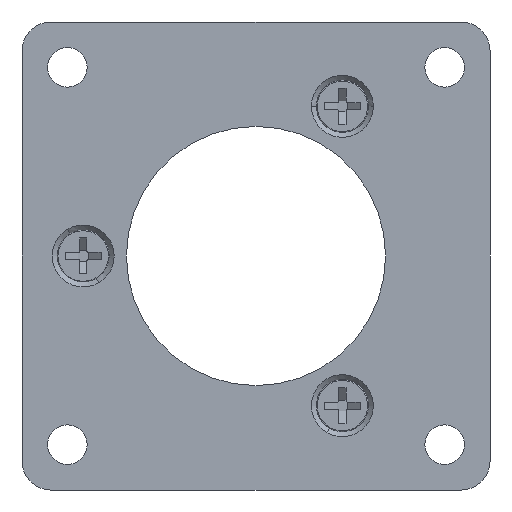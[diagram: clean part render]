
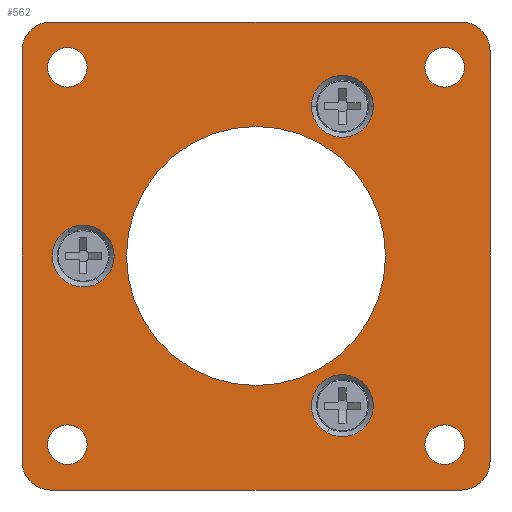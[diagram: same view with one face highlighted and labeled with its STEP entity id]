
A CAD part, left-side view. The second image highlights one B-rep face of the part: STEP entity #562.
In plain terms, the highlighted face is planar.
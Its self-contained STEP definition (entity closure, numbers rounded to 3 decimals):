
#1=CARTESIAN_POINT('',(-26.2,26.2,0.));
#2=DIRECTION('',(0.,0.,-1.));
#3=DIRECTION('',(-1.,0.,0.));
#4=AXIS2_PLACEMENT_3D('',#1,#2,#3);
#6=CARTESIAN_POINT('',(-26.2,26.2,0.));
#7=DIRECTION('',(0.,0.,-1.));
#8=DIRECTION('',(1.,0.,0.));
#9=AXIS2_PLACEMENT_3D('',#6,#7,#8);
#11=CARTESIAN_POINT('',(26.2,26.2,0.));
#12=DIRECTION('',(0.,0.,-1.));
#13=DIRECTION('',(-1.,0.,0.));
#14=AXIS2_PLACEMENT_3D('',#11,#12,#13);
#16=CARTESIAN_POINT('',(26.2,26.2,0.));
#17=DIRECTION('',(0.,0.,-1.));
#18=DIRECTION('',(1.,0.,0.));
#19=AXIS2_PLACEMENT_3D('',#16,#17,#18);
#21=CARTESIAN_POINT('',(-26.2,-26.2,0.));
#22=DIRECTION('',(0.,0.,-1.));
#23=DIRECTION('',(-1.,0.,0.));
#24=AXIS2_PLACEMENT_3D('',#21,#22,#23);
#26=CARTESIAN_POINT('',(-26.2,-26.2,0.));
#27=DIRECTION('',(0.,0.,-1.));
#28=DIRECTION('',(1.,0.,0.));
#29=AXIS2_PLACEMENT_3D('',#26,#27,#28);
#31=CARTESIAN_POINT('',(26.2,-26.2,0.));
#32=DIRECTION('',(0.,0.,-1.));
#33=DIRECTION('',(-1.,0.,0.));
#34=AXIS2_PLACEMENT_3D('',#31,#32,#33);
#36=CARTESIAN_POINT('',(26.2,-26.2,0.));
#37=DIRECTION('',(0.,0.,-1.));
#38=DIRECTION('',(1.,0.,0.));
#39=AXIS2_PLACEMENT_3D('',#36,#37,#38);
#41=CARTESIAN_POINT('',(12.,20.785,0.));
#42=DIRECTION('',(0.,0.,1.));
#43=DIRECTION('',(-1.,0.,0.));
#44=AXIS2_PLACEMENT_3D('',#41,#42,#43);
#46=CARTESIAN_POINT('',(12.,20.785,0.));
#47=DIRECTION('',(0.,0.,1.));
#48=DIRECTION('',(1.,0.,0.));
#49=AXIS2_PLACEMENT_3D('',#46,#47,#48);
#51=CARTESIAN_POINT('',(-24.,0.,0.));
#52=DIRECTION('',(0.,0.,1.));
#53=DIRECTION('',(0.5,-0.866,0.));
#54=AXIS2_PLACEMENT_3D('',#51,#52,#53);
#56=CARTESIAN_POINT('',(-24.,0.,0.));
#57=DIRECTION('',(0.,0.,1.));
#58=DIRECTION('',(-0.5,0.866,0.));
#59=AXIS2_PLACEMENT_3D('',#56,#57,#58);
#61=CARTESIAN_POINT('',(12.,-20.785,0.));
#62=DIRECTION('',(0.,0.,1.));
#63=DIRECTION('',(0.5,0.866,0.));
#64=AXIS2_PLACEMENT_3D('',#61,#62,#63);
#66=CARTESIAN_POINT('',(12.,-20.785,0.));
#67=DIRECTION('',(0.,0.,1.));
#68=DIRECTION('',(-0.5,-0.866,0.));
#69=AXIS2_PLACEMENT_3D('',#66,#67,#68);
#71=CARTESIAN_POINT('',(-28.5,28.5,0.));
#72=DIRECTION('',(0.,0.,1.));
#73=DIRECTION('',(0.,1.,0.));
#74=AXIS2_PLACEMENT_3D('',#71,#72,#73);
#76=DIRECTION('',(-1.,0.,0.));
#77=VECTOR('',#76,57.);
#78=CARTESIAN_POINT('',(28.5,32.5,0.));
#79=LINE('',#78,#77);
#80=CARTESIAN_POINT('',(28.5,28.5,0.));
#81=DIRECTION('',(0.,0.,1.));
#82=DIRECTION('',(1.,0.,0.));
#83=AXIS2_PLACEMENT_3D('',#80,#81,#82);
#85=DIRECTION('',(0.,1.,0.));
#86=VECTOR('',#85,57.);
#87=CARTESIAN_POINT('',(32.5,-28.5,0.));
#88=LINE('',#87,#86);
#89=CARTESIAN_POINT('',(28.5,-28.5,0.));
#90=DIRECTION('',(0.,0.,1.));
#91=DIRECTION('',(0.,-1.,0.));
#92=AXIS2_PLACEMENT_3D('',#89,#90,#91);
#94=DIRECTION('',(1.,0.,0.));
#95=VECTOR('',#94,57.);
#96=CARTESIAN_POINT('',(-28.5,-32.5,0.));
#97=LINE('',#96,#95);
#98=CARTESIAN_POINT('',(-28.5,-28.5,0.));
#99=DIRECTION('',(0.,0.,1.));
#100=DIRECTION('',(-1.,0.,0.));
#101=AXIS2_PLACEMENT_3D('',#98,#99,#100);
#103=DIRECTION('',(0.,-1.,0.));
#104=VECTOR('',#103,57.);
#105=CARTESIAN_POINT('',(-32.5,28.5,0.));
#106=LINE('',#105,#104);
#107=CARTESIAN_POINT('',(0.,0.,0.));
#108=DIRECTION('',(0.,0.,-1.));
#109=DIRECTION('',(-1.,0.,0.));
#110=AXIS2_PLACEMENT_3D('',#107,#108,#109);
#112=CARTESIAN_POINT('',(0.,0.,0.));
#113=DIRECTION('',(0.,0.,-1.));
#114=DIRECTION('',(1.,0.,0.));
#115=AXIS2_PLACEMENT_3D('',#112,#113,#114);
#383=CARTESIAN_POINT('',(-28.95,26.2,0.));
#384=CARTESIAN_POINT('',(-23.45,26.2,0.));
#385=VERTEX_POINT('',#383);
#386=VERTEX_POINT('',#384);
#391=CARTESIAN_POINT('',(23.45,26.2,0.));
#392=CARTESIAN_POINT('',(28.95,26.2,0.));
#393=VERTEX_POINT('',#391);
#394=VERTEX_POINT('',#392);
#399=CARTESIAN_POINT('',(-28.95,-26.2,0.));
#400=CARTESIAN_POINT('',(-23.45,-26.2,0.));
#401=VERTEX_POINT('',#399);
#402=VERTEX_POINT('',#400);
#407=CARTESIAN_POINT('',(23.45,-26.2,0.));
#408=CARTESIAN_POINT('',(28.95,-26.2,0.));
#409=VERTEX_POINT('',#407);
#410=VERTEX_POINT('',#408);
#419=CARTESIAN_POINT('',(7.7,20.785,0.));
#420=CARTESIAN_POINT('',(16.3,20.785,0.));
#421=VERTEX_POINT('',#419);
#422=VERTEX_POINT('',#420);
#431=CARTESIAN_POINT('',(-21.85,-3.724,0.));
#432=CARTESIAN_POINT('',(-26.15,3.724,0.));
#433=VERTEX_POINT('',#431);
#434=VERTEX_POINT('',#432);
#443=CARTESIAN_POINT('',(14.15,-17.061,0.));
#444=CARTESIAN_POINT('',(9.85,-24.509,0.));
#445=VERTEX_POINT('',#443);
#446=VERTEX_POINT('',#444);
#455=CARTESIAN_POINT('',(-28.5,32.5,0.));
#456=VERTEX_POINT('',#455);
#457=CARTESIAN_POINT('',(-32.5,28.5,0.));
#458=VERTEX_POINT('',#457);
#463=CARTESIAN_POINT('',(32.5,28.5,0.));
#464=VERTEX_POINT('',#463);
#465=CARTESIAN_POINT('',(28.5,32.5,0.));
#466=VERTEX_POINT('',#465);
#471=CARTESIAN_POINT('',(28.5,-32.5,0.));
#472=VERTEX_POINT('',#471);
#473=CARTESIAN_POINT('',(32.5,-28.5,0.));
#474=VERTEX_POINT('',#473);
#479=CARTESIAN_POINT('',(-32.5,-28.5,0.));
#480=VERTEX_POINT('',#479);
#481=CARTESIAN_POINT('',(-28.5,-32.5,0.));
#482=VERTEX_POINT('',#481);
#483=CARTESIAN_POINT('',(-18.,0.,0.));
#484=CARTESIAN_POINT('',(18.,0.,0.));
#485=VERTEX_POINT('',#483);
#486=VERTEX_POINT('',#484);
#491=CARTESIAN_POINT('',(0.,0.,0.));
#492=DIRECTION('',(0.,0.,1.));
#493=DIRECTION('',(1.,0.,0.));
#494=AXIS2_PLACEMENT_3D('',#491,#492,#493);
#495=PLANE('',#494);
#497=ORIENTED_EDGE('',*,*,#496,.F.);
#499=ORIENTED_EDGE('',*,*,#498,.F.);
#501=ORIENTED_EDGE('',*,*,#500,.F.);
#503=ORIENTED_EDGE('',*,*,#502,.F.);
#505=ORIENTED_EDGE('',*,*,#504,.F.);
#507=ORIENTED_EDGE('',*,*,#506,.F.);
#509=ORIENTED_EDGE('',*,*,#508,.F.);
#511=ORIENTED_EDGE('',*,*,#510,.F.);
#512=EDGE_LOOP('',(#497,#499,#501,#503,#505,#507,#509,#511));
#513=FACE_OUTER_BOUND('',#512,.F.);
#515=ORIENTED_EDGE('',*,*,#514,.F.);
#517=ORIENTED_EDGE('',*,*,#516,.F.);
#518=EDGE_LOOP('',(#515,#517));
#519=FACE_BOUND('',#518,.F.);
#521=ORIENTED_EDGE('',*,*,#520,.F.);
#523=ORIENTED_EDGE('',*,*,#522,.F.);
#524=EDGE_LOOP('',(#521,#523));
#525=FACE_BOUND('',#524,.F.);
#527=ORIENTED_EDGE('',*,*,#526,.F.);
#529=ORIENTED_EDGE('',*,*,#528,.F.);
#530=EDGE_LOOP('',(#527,#529));
#531=FACE_BOUND('',#530,.F.);
#533=ORIENTED_EDGE('',*,*,#532,.T.);
#535=ORIENTED_EDGE('',*,*,#534,.T.);
#536=EDGE_LOOP('',(#533,#535));
#537=FACE_BOUND('',#536,.F.);
#539=ORIENTED_EDGE('',*,*,#538,.T.);
#541=ORIENTED_EDGE('',*,*,#540,.T.);
#542=EDGE_LOOP('',(#539,#541));
#543=FACE_BOUND('',#542,.F.);
#545=ORIENTED_EDGE('',*,*,#544,.T.);
#547=ORIENTED_EDGE('',*,*,#546,.T.);
#548=EDGE_LOOP('',(#545,#547));
#549=FACE_BOUND('',#548,.F.);
#551=ORIENTED_EDGE('',*,*,#550,.F.);
#553=ORIENTED_EDGE('',*,*,#552,.F.);
#554=EDGE_LOOP('',(#551,#553));
#555=FACE_BOUND('',#554,.F.);
#557=ORIENTED_EDGE('',*,*,#556,.F.);
#559=ORIENTED_EDGE('',*,*,#558,.F.);
#560=EDGE_LOOP('',(#557,#559));
#561=FACE_BOUND('',#560,.F.);
#5=CIRCLE('',#4,2.75);
#10=CIRCLE('',#9,2.75);
#15=CIRCLE('',#14,2.75);
#20=CIRCLE('',#19,2.75);
#25=CIRCLE('',#24,2.75);
#30=CIRCLE('',#29,2.75);
#35=CIRCLE('',#34,2.75);
#40=CIRCLE('',#39,2.75);
#45=CIRCLE('',#44,4.3);
#50=CIRCLE('',#49,4.3);
#55=CIRCLE('',#54,4.3);
#60=CIRCLE('',#59,4.3);
#65=CIRCLE('',#64,4.3);
#70=CIRCLE('',#69,4.3);
#75=CIRCLE('',#74,4.);
#84=CIRCLE('',#83,4.);
#93=CIRCLE('',#92,4.);
#102=CIRCLE('',#101,4.);
#111=CIRCLE('',#110,18.);
#116=CIRCLE('',#115,18.);
#496=EDGE_CURVE('',#456,#458,#75,.T.);
#498=EDGE_CURVE('',#466,#456,#79,.T.);
#500=EDGE_CURVE('',#464,#466,#84,.T.);
#502=EDGE_CURVE('',#474,#464,#88,.T.);
#504=EDGE_CURVE('',#472,#474,#93,.T.);
#506=EDGE_CURVE('',#482,#472,#97,.T.);
#508=EDGE_CURVE('',#480,#482,#102,.T.);
#510=EDGE_CURVE('',#458,#480,#106,.T.);
#514=EDGE_CURVE('',#393,#394,#15,.T.);
#516=EDGE_CURVE('',#394,#393,#20,.T.);
#520=EDGE_CURVE('',#401,#402,#25,.T.);
#522=EDGE_CURVE('',#402,#401,#30,.T.);
#526=EDGE_CURVE('',#409,#410,#35,.T.);
#528=EDGE_CURVE('',#410,#409,#40,.T.);
#532=EDGE_CURVE('',#421,#422,#45,.T.);
#534=EDGE_CURVE('',#422,#421,#50,.T.);
#538=EDGE_CURVE('',#433,#434,#55,.T.);
#540=EDGE_CURVE('',#434,#433,#60,.T.);
#544=EDGE_CURVE('',#445,#446,#65,.T.);
#546=EDGE_CURVE('',#446,#445,#70,.T.);
#550=EDGE_CURVE('',#385,#386,#5,.T.);
#552=EDGE_CURVE('',#386,#385,#10,.T.);
#556=EDGE_CURVE('',#485,#486,#111,.T.);
#558=EDGE_CURVE('',#486,#485,#116,.T.);
#562=ADVANCED_FACE('',(#513,#519,#525,#531,#537,#543,#549,#555,#561),#495,.T.);
